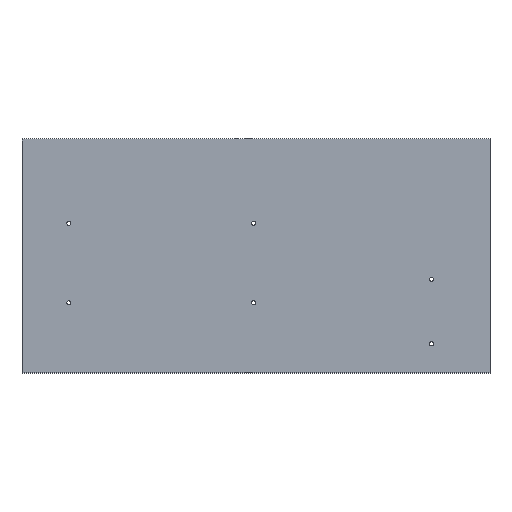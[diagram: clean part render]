
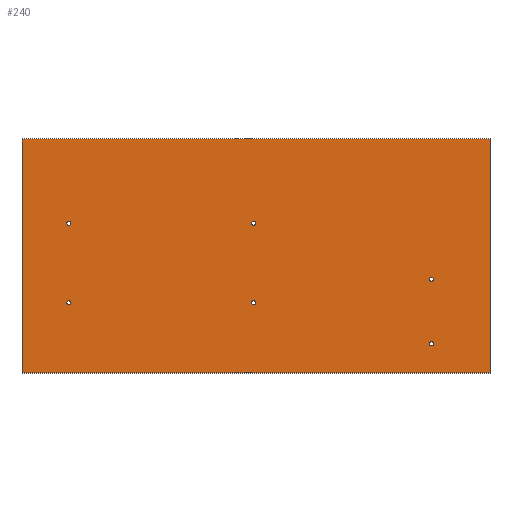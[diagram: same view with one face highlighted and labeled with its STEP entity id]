
A CAD part, top view. The second image highlights one B-rep face of the part: STEP entity #240.
In plain terms, the highlighted planar face has unit normal (0, 0, 1).
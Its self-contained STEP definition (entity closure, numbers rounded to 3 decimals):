
#15=FACE_BOUND('',#53,.T.);
#16=FACE_BOUND('',#54,.T.);
#17=FACE_BOUND('',#55,.T.);
#18=FACE_BOUND('',#56,.T.);
#19=FACE_BOUND('',#57,.T.);
#20=FACE_BOUND('',#58,.T.);
#31=PLANE('',#272);
#40=FACE_OUTER_BOUND('',#52,.T.);
#52=EDGE_LOOP('',(#195,#196,#197,#198));
#53=EDGE_LOOP('',(#199));
#54=EDGE_LOOP('',(#200));
#55=EDGE_LOOP('',(#201));
#56=EDGE_LOOP('',(#202));
#57=EDGE_LOOP('',(#203));
#58=EDGE_LOOP('',(#204));
#74=LINE('',#377,#92);
#77=LINE('',#383,#95);
#80=LINE('',#389,#98);
#83=LINE('',#393,#101);
#92=VECTOR('',#310,10.);
#95=VECTOR('',#315,10.);
#98=VECTOR('',#320,10.);
#101=VECTOR('',#325,10.);
#105=CIRCLE('',#260,1.75);
#107=CIRCLE('',#263,1.75);
#109=CIRCLE('',#266,1.75);
#111=CIRCLE('',#273,1.75);
#112=CIRCLE('',#274,1.75);
#113=CIRCLE('',#275,1.75);
#117=VERTEX_POINT('',#353);
#119=VERTEX_POINT('',#359);
#121=VERTEX_POINT('',#365);
#125=VERTEX_POINT('',#374);
#126=VERTEX_POINT('',#376);
#128=VERTEX_POINT('',#382);
#130=VERTEX_POINT('',#388);
#131=VERTEX_POINT('',#395);
#132=VERTEX_POINT('',#397);
#133=VERTEX_POINT('',#399);
#137=EDGE_CURVE('',#117,#117,#105,.T.);
#140=EDGE_CURVE('',#119,#119,#107,.T.);
#143=EDGE_CURVE('',#121,#121,#109,.T.);
#148=EDGE_CURVE('',#126,#125,#74,.T.);
#151=EDGE_CURVE('',#128,#126,#77,.T.);
#154=EDGE_CURVE('',#130,#128,#80,.T.);
#157=EDGE_CURVE('',#125,#130,#83,.T.);
#158=EDGE_CURVE('',#131,#131,#111,.T.);
#159=EDGE_CURVE('',#132,#132,#112,.T.);
#160=EDGE_CURVE('',#133,#133,#113,.T.);
#195=ORIENTED_EDGE('',*,*,#157,.T.);
#196=ORIENTED_EDGE('',*,*,#154,.T.);
#197=ORIENTED_EDGE('',*,*,#151,.T.);
#198=ORIENTED_EDGE('',*,*,#148,.T.);
#199=ORIENTED_EDGE('',*,*,#158,.T.);
#200=ORIENTED_EDGE('',*,*,#159,.T.);
#201=ORIENTED_EDGE('',*,*,#160,.T.);
#202=ORIENTED_EDGE('',*,*,#137,.T.);
#203=ORIENTED_EDGE('',*,*,#140,.T.);
#204=ORIENTED_EDGE('',*,*,#143,.T.);
#240=ADVANCED_FACE('',(#40,#15,#16,#17,#18,#19,#20),#31,.T.);
#260=AXIS2_PLACEMENT_3D('',#354,#287,#288);
#263=AXIS2_PLACEMENT_3D('',#360,#294,#295);
#266=AXIS2_PLACEMENT_3D('',#366,#301,#302);
#272=AXIS2_PLACEMENT_3D('',#394,#326,#327);
#273=AXIS2_PLACEMENT_3D('',#396,#328,#329);
#274=AXIS2_PLACEMENT_3D('',#398,#330,#331);
#275=AXIS2_PLACEMENT_3D('',#400,#332,#333);
#287=DIRECTION('center_axis',(0.,0.,-1.));
#288=DIRECTION('ref_axis',(-1.,0.,0.));
#294=DIRECTION('center_axis',(0.,0.,-1.));
#295=DIRECTION('ref_axis',(-1.,0.,0.));
#301=DIRECTION('center_axis',(0.,0.,-1.));
#302=DIRECTION('ref_axis',(-1.,0.,0.));
#310=DIRECTION('',(0.,-1.,0.));
#315=DIRECTION('',(-1.,0.,0.));
#320=DIRECTION('',(0.,1.,0.));
#325=DIRECTION('',(1.,0.,0.));
#326=DIRECTION('center_axis',(0.,0.,1.));
#327=DIRECTION('ref_axis',(1.,0.,0.));
#328=DIRECTION('center_axis',(0.,0.,-1.));
#329=DIRECTION('ref_axis',(-1.,0.,0.));
#330=DIRECTION('center_axis',(0.,0.,-1.));
#331=DIRECTION('ref_axis',(-1.,0.,0.));
#332=DIRECTION('center_axis',(0.,0.,-1.));
#333=DIRECTION('ref_axis',(-1.,0.,0.));
#353=CARTESIAN_POINT('',(-158.25,-40.,5.));
#354=CARTESIAN_POINT('Origin',(-160.,-40.,5.));
#359=CARTESIAN_POINT('',(151.75,-20.,5.));
#360=CARTESIAN_POINT('Origin',(150.,-20.,5.));
#365=CARTESIAN_POINT('',(151.75,-75.,5.));
#366=CARTESIAN_POINT('Origin',(150.,-75.,5.));
#374=CARTESIAN_POINT('',(-200.,-100.,5.));
#376=CARTESIAN_POINT('',(-200.,100.,5.));
#377=CARTESIAN_POINT('',(-200.,-100.,5.));
#382=CARTESIAN_POINT('',(200.,100.,5.));
#383=CARTESIAN_POINT('',(-200.,100.,5.));
#388=CARTESIAN_POINT('',(200.,-100.,5.));
#389=CARTESIAN_POINT('',(200.,100.,5.));
#393=CARTESIAN_POINT('',(200.,-100.,5.));
#394=CARTESIAN_POINT('Origin',(0.,0.,5.));
#395=CARTESIAN_POINT('',(-0.25,28.,5.));
#396=CARTESIAN_POINT('Origin',(-2.,28.,5.));
#397=CARTESIAN_POINT('',(-158.25,28.,5.));
#398=CARTESIAN_POINT('Origin',(-160.,28.,5.));
#399=CARTESIAN_POINT('',(-0.25,-40.,5.));
#400=CARTESIAN_POINT('Origin',(-2.,-40.,5.));
